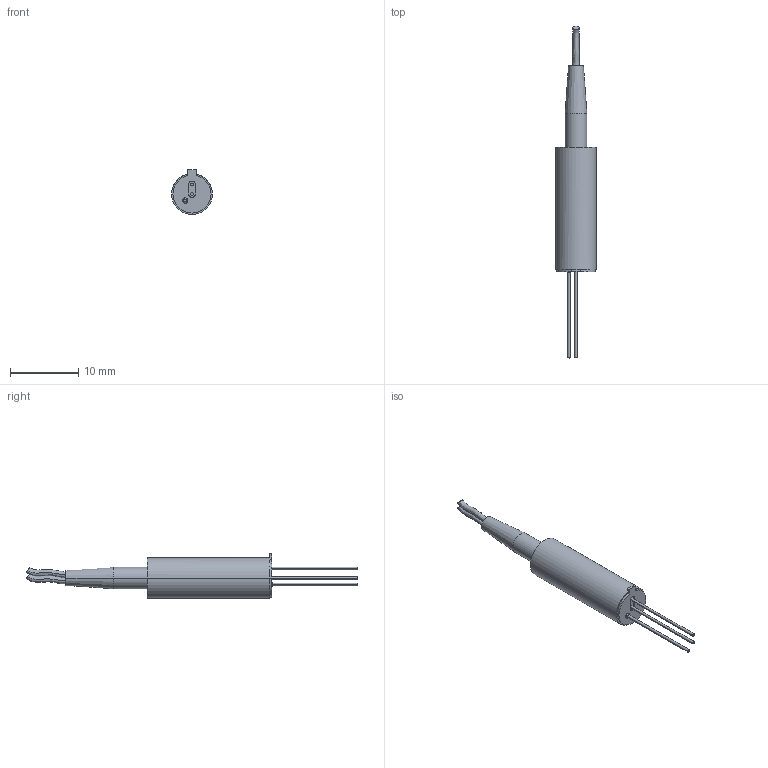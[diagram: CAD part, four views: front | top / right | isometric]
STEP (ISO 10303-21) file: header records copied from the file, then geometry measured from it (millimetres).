
FILE_DESCRIPTION (( 'STEP AP203' ), '1' );
FILE_NAME ('TOPM-559111131.STEP', '2020-01-30T14:46:12', ( 'cad' ), ( '' ), 'SwSTEP 2.0', 'SolidWorks 2017', '' );
FILE_SCHEMA (( 'CONFIG_CONTROL_DESIGN' ));
Length unit declared in the file: millimetre
Products named in the file (1): TOPM-559111131
Bounding box: 6 x 48.81 x 6.6 mm (x, y, z)
Volume: 105.2 mm3; surface area: 1042.5 mm2
Topology: 1 solids, 2 shells, 48 faces, 105 edges, 68 vertices
Faces by surface type: cylinder 19, plane 19, bspline 4, cone 4, torus 2
Entity records: 1839 total; most frequent: CARTESIAN_POINT 672, DIRECTION 244, ORIENTED_EDGE 210, EDGE_CURVE 105, AXIS2_PLACEMENT_3D 102, VERTEX_POINT 68, EDGE_LOOP 59, CIRCLE 57
